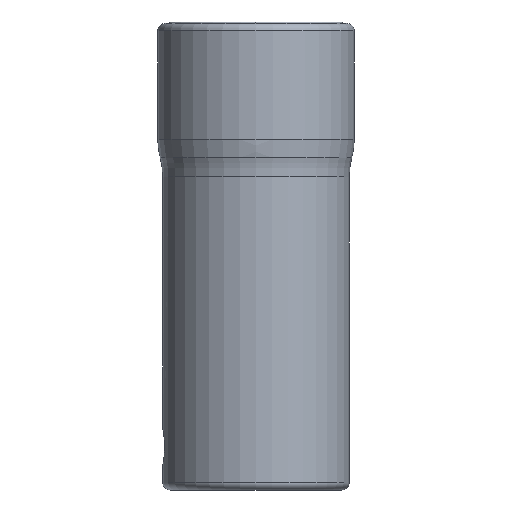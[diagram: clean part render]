
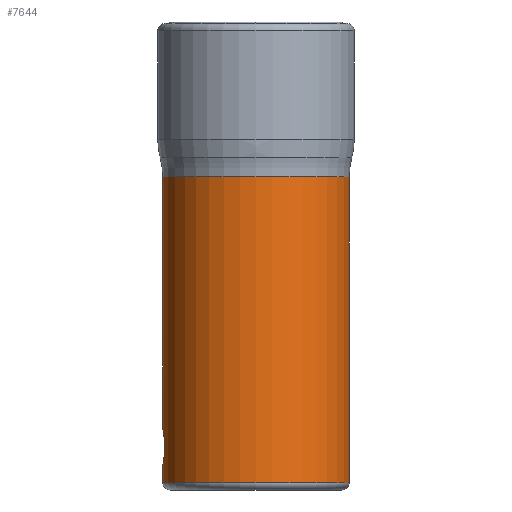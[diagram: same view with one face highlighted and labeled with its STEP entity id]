
A CAD part, left-side view. The second image highlights one B-rep face of the part: STEP entity #7644.
In plain terms, the highlighted cylindrical face has radius 12.5 mm (diameter 25 mm), a partial arc.
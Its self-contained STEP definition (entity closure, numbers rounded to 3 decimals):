
#7115=DIRECTION('',(0.,0.,-1.));
#7116=VECTOR('',#7115,33.654);
#7117=CARTESIAN_POINT('',(0.,12.5,36.998));
#7118=LINE('',#7117,#7116);
#7142=DIRECTION('',(0.,0.,-1.));
#7143=VECTOR('',#7142,2.3);
#7144=CARTESIAN_POINT('',(0.,12.5,-1.656));
#7145=LINE('',#7144,#7143);
#7157=DIRECTION('',(0.,0.,-1.));
#7158=VECTOR('',#7157,40.954);
#7159=CARTESIAN_POINT('',(0.,-12.5,36.998));
#7160=LINE('',#7159,#7158);
#7172=CARTESIAN_POINT('',(0.,0.,36.998));
#7173=DIRECTION('',(0.,0.,1.));
#7174=DIRECTION('',(0.,1.,0.));
#7175=AXIS2_PLACEMENT_3D('',#7172,#7173,#7174);
#7180=CARTESIAN_POINT('',(0.,0.,-3.956));
#7181=DIRECTION('',(0.,0.,-1.));
#7182=DIRECTION('',(0.,-1.,0.));
#7183=AXIS2_PLACEMENT_3D('',#7180,#7181,#7182);
#7188=CARTESIAN_POINT('',(0.,12.5,3.344));
#7189=CARTESIAN_POINT('',(-0.199,12.5,3.344));
#7190=CARTESIAN_POINT('',(-0.589,12.491,
3.299));
#7191=CARTESIAN_POINT('',(-1.173,12.449,3.081));
#7192=CARTESIAN_POINT('',(-1.672,12.39,2.734));
#7193=CARTESIAN_POINT('',(-2.071,12.329,2.289));
#7194=CARTESIAN_POINT('',(-2.363,12.275,1.737));
#7195=CARTESIAN_POINT('',(-2.506,12.246,1.137));
#7196=CARTESIAN_POINT('',(-2.507,12.246,
0.553));
#7197=CARTESIAN_POINT('',(-2.364,12.275,
-0.047));
#7198=CARTESIAN_POINT('',(-2.072,12.329,
-0.598));
#7199=CARTESIAN_POINT('',(-1.675,12.39,
-1.043));
#7200=CARTESIAN_POINT('',(-1.174,12.449,
-1.392));
#7201=CARTESIAN_POINT('',(-0.589,12.491,
-1.61));
#7202=CARTESIAN_POINT('',(-0.199,12.5,-1.656));
#7203=CARTESIAN_POINT('',(0.,12.5,-1.656));
#7494=VERTEX_POINT('',#7188);
#7495=VERTEX_POINT('',#7203);
#7512=CARTESIAN_POINT('',(0.,-12.5,-3.956));
#7513=CARTESIAN_POINT('',(0.,12.5,-3.956));
#7514=VERTEX_POINT('',#7512);
#7515=VERTEX_POINT('',#7513);
#7524=CARTESIAN_POINT('',(0.,12.5,36.998));
#7525=VERTEX_POINT('',#7524);
#7526=CARTESIAN_POINT('',(0.,-12.5,36.998));
#7527=VERTEX_POINT('',#7526);
#7629=CARTESIAN_POINT('',(0.,0.,-8.081));
#7630=DIRECTION('',(0.,0.,1.));
#7631=DIRECTION('',(0.,-1.,0.));
#7632=AXIS2_PLACEMENT_3D('',#7629,#7630,#7631);
#7633=CYLINDRICAL_SURFACE('',#7632,12.5);
#7634=ORIENTED_EDGE('',*,*,#7608,.F.);
#7636=ORIENTED_EDGE('',*,*,#7635,.T.);
#7637=ORIENTED_EDGE('',*,*,#7615,.T.);
#7638=ORIENTED_EDGE('',*,*,#7569,.T.);
#7639=ORIENTED_EDGE('',*,*,#7612,.F.);
#7641=ORIENTED_EDGE('',*,*,#7640,.F.);
#7642=EDGE_LOOP('',(#7634,#7636,#7637,#7638,#7639,#7641));
#7643=FACE_OUTER_BOUND('',#7642,.F.);
#7644=ADVANCED_FACE('',(#7643),#7633,.T.);
#7176=CIRCLE('',#7175,12.5);
#7184=CIRCLE('',#7183,12.5);
#7204=B_SPLINE_CURVE_WITH_KNOTS('',3,(#7188,#7189,#7190,#7191,#7192,#7193,#7194,
#7195,#7196,#7197,#7198,#7199,#7200,#7201,#7202,#7203),.UNSPECIFIED.,.F.,.F.,(4,
1,1,1,1,1,1,1,1,1,1,1,1,4),(0.,0.077,0.154,
0.231,0.308,0.385,0.462,
0.538,0.615,0.692,0.769,
0.846,0.923,1.),.UNSPECIFIED.);
#7569=EDGE_CURVE('',#7514,#7515,#7184,.T.);
#7608=EDGE_CURVE('',#7525,#7494,#7118,.T.);
#7612=EDGE_CURVE('',#7495,#7515,#7145,.T.);
#7615=EDGE_CURVE('',#7527,#7514,#7160,.T.);
#7635=EDGE_CURVE('',#7525,#7527,#7176,.T.);
#7640=EDGE_CURVE('',#7494,#7495,#7204,.T.);
